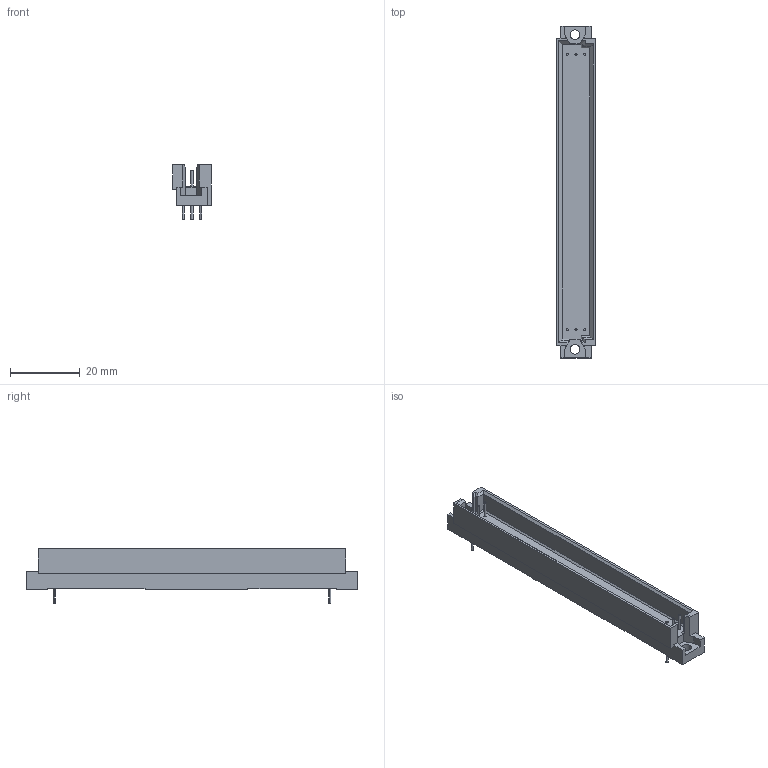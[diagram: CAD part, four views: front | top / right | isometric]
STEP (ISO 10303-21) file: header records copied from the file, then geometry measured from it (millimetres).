
FILE_DESCRIPTION((''),'2;1');
FILE_NAME('HARTING_09 73 196 6903.stp','2013-04-29T11:22:35',(''),(''),'Mechanical Desktop 2011','Mechanical Desktop 2011',', , ');
FILE_SCHEMA(('AUTOMOTIVE_DESIGN { 1 2 10303 214 1 1 1 1 }'));
Length unit declared in the file: millimetre
Products named in the file (1): Product
Bounding box: 11.1 x 95 x 15.6 mm (x, y, z)
Volume: 6111.5 mm3; surface area: 5617 mm2
Topology: 13 solids, 13 shells, 120 faces, 266 edges, 172 vertices
Faces by surface type: plane 92, cylinder 28
Entity records: 3326 total; most frequent: DIRECTION 564, CARTESIAN_POINT 559, ORIENTED_EDGE 532, EDGE_CURVE 266, VECTOR 210, LINE 210, AXIS2_PLACEMENT_3D 177, VERTEX_POINT 172
